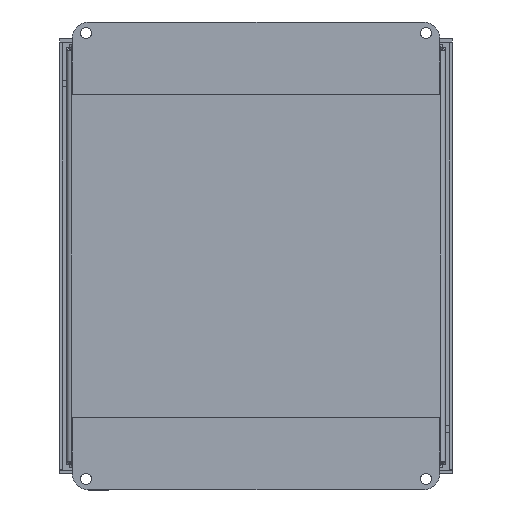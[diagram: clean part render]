
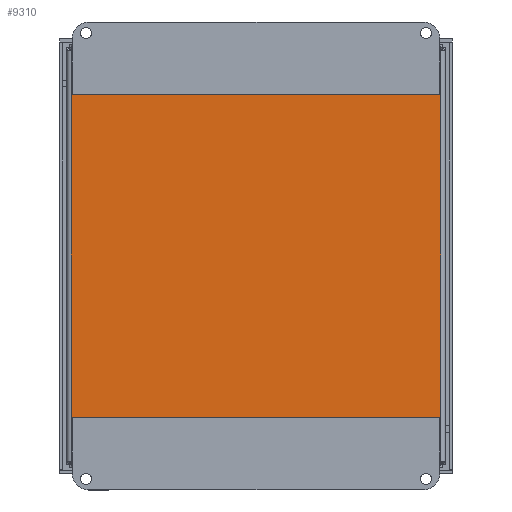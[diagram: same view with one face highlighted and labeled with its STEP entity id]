
A CAD part, top view. The second image highlights one B-rep face of the part: STEP entity #9310.
In plain terms, the highlighted face is planar.
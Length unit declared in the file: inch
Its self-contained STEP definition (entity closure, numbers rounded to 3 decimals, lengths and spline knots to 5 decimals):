
#532=CIRCLE('',#10068,0.07);
#536=CIRCLE('',#10074,0.07);
#537=CIRCLE('',#10076,0.07);
#538=CIRCLE('',#10077,0.07);
#999=PLANE('',#10075);
#1477=FACE_OUTER_BOUND('',#2040,.T.);
#2040=EDGE_LOOP('',(#8382,#8383,#8384,#8385,#8386,#8387,#8388,#8389));
#2911=LINE('',#15802,#3782);
#2924=LINE('',#15940,#3795);
#2934=LINE('',#16058,#3805);
#2945=LINE('',#16158,#3816);
#3782=VECTOR('',#12351,9.26142);
#3795=VECTOR('',#12386,8.26142);
#3805=VECTOR('',#12408,9.26142);
#3816=VECTOR('',#12437,8.26142);
#4660=VERTEX_POINT('',#15738);
#4661=VERTEX_POINT('',#15785);
#4672=VERTEX_POINT('',#15875);
#4673=VERTEX_POINT('',#15923);
#4678=VERTEX_POINT('',#15994);
#4679=VERTEX_POINT('',#16041);
#4690=VERTEX_POINT('',#16125);
#4691=VERTEX_POINT('',#16144);
#5871=EDGE_CURVE('',#4660,#4661,#2911,.T.);
#5892=EDGE_CURVE('',#4672,#4673,#2924,.T.);
#5906=EDGE_CURVE('',#4678,#4679,#2934,.T.);
#5925=EDGE_CURVE('',#4690,#4691,#2945,.T.);
#5929=EDGE_CURVE('',#4691,#4678,#532,.T.);
#5933=EDGE_CURVE('',#4661,#4690,#536,.T.);
#5934=EDGE_CURVE('',#4679,#4672,#537,.T.);
#5935=EDGE_CURVE('',#4673,#4660,#538,.T.);
#8382=ORIENTED_EDGE('',*,*,#5925,.T.);
#8383=ORIENTED_EDGE('',*,*,#5929,.T.);
#8384=ORIENTED_EDGE('',*,*,#5906,.T.);
#8385=ORIENTED_EDGE('',*,*,#5934,.T.);
#8386=ORIENTED_EDGE('',*,*,#5892,.T.);
#8387=ORIENTED_EDGE('',*,*,#5935,.T.);
#8388=ORIENTED_EDGE('',*,*,#5871,.T.);
#8389=ORIENTED_EDGE('',*,*,#5933,.T.);
#9310=ADVANCED_FACE('',(#1477),#999,.F.);
#10068=AXIS2_PLACEMENT_3D('',#16193,#12448,#12449);
#10074=AXIS2_PLACEMENT_3D('',#16199,#12460,#12461);
#10075=AXIS2_PLACEMENT_3D('',#16200,#12462,#12463);
#10076=AXIS2_PLACEMENT_3D('',#16201,#12464,#12465);
#10077=AXIS2_PLACEMENT_3D('',#16202,#12466,#12467);
#12351=DIRECTION('',(0.,-1.,0.));
#12386=DIRECTION('',(1.,0.,0.));
#12408=DIRECTION('',(0.,1.,0.));
#12437=DIRECTION('',(-1.,0.,0.));
#12448=DIRECTION('center_axis',(0.,0.,1.));
#12449=DIRECTION('ref_axis',(1.,0.,0.));
#12460=DIRECTION('center_axis',(0.,0.,1.));
#12461=DIRECTION('ref_axis',(1.,0.,0.));
#12462=DIRECTION('center_axis',(0.,0.,1.));
#12463=DIRECTION('ref_axis',(1.,0.,0.));
#12464=DIRECTION('center_axis',(0.,0.,1.));
#12465=DIRECTION('ref_axis',(1.,0.,0.));
#12466=DIRECTION('center_axis',(0.,0.,1.));
#12467=DIRECTION('ref_axis',(1.,0.,0.));
#15738=CARTESIAN_POINT('',(8.39475,9.38071,0.));
#15785=CARTESIAN_POINT('',(8.39475,0.11929,0.));
#15802=CARTESIAN_POINT('',(8.39475,7.07238,0.));
#15875=CARTESIAN_POINT('',(0.11929,9.39475,0.));
#15923=CARTESIAN_POINT('',(8.38071,9.39475,0.));
#15940=CARTESIAN_POINT('',(2.17763,9.39475,0.));
#15994=CARTESIAN_POINT('',(0.10525,0.11929,0.));
#16041=CARTESIAN_POINT('',(0.10525,9.38071,0.));
#16058=CARTESIAN_POINT('',(0.10525,2.42763,0.));
#16125=CARTESIAN_POINT('',(8.38071,0.10525,0.));
#16144=CARTESIAN_POINT('',(0.11929,0.10525,0.));
#16158=CARTESIAN_POINT('',(6.32238,0.10525,0.));
#16193=CARTESIAN_POINT('Origin',(0.06327,0.06327,
0.));
#16199=CARTESIAN_POINT('Origin',(8.43673,0.06327,0.));
#16200=CARTESIAN_POINT('Origin',(4.25,4.75,0.));
#16201=CARTESIAN_POINT('Origin',(0.06327,9.43673,0.));
#16202=CARTESIAN_POINT('Origin',(8.43673,9.43673,0.));
